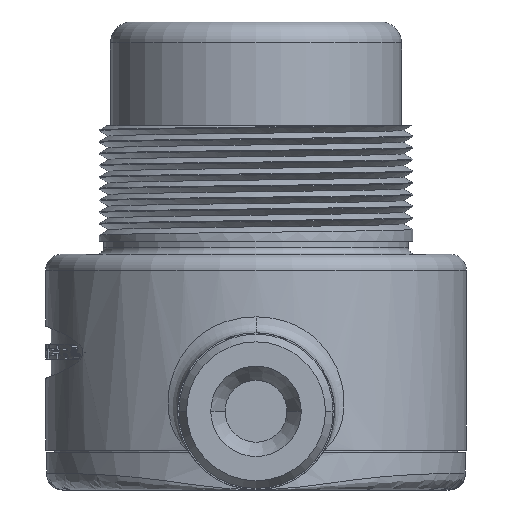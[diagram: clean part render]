
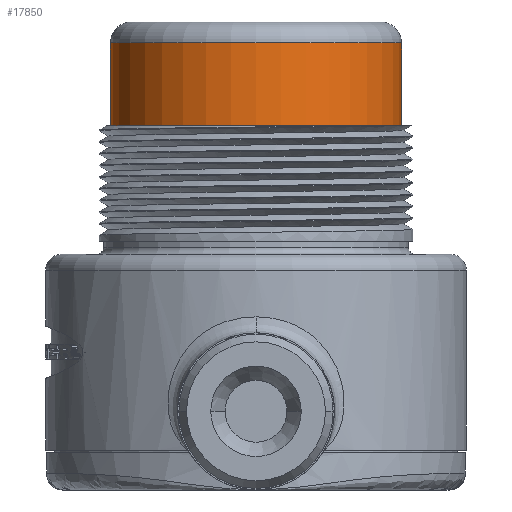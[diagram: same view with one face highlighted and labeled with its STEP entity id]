
A CAD part, front view. The second image highlights one B-rep face of the part: STEP entity #17850.
In plain terms, the highlighted cylindrical face has radius 13.9 mm (diameter 27.8 mm), a partial arc.
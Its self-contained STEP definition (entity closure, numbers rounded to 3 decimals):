
#7866=CARTESIAN_POINT('',(0.,0.,23.724));
#7867=DIRECTION('',(0.,0.,1.));
#7868=DIRECTION('',(-1.,0.,0.));
#7869=AXIS2_PLACEMENT_3D('',#7866,#7867,#7868);
#7876=CARTESIAN_POINT('',(0.,0.,31.624));
#7877=DIRECTION('',(0.,0.,1.));
#7878=DIRECTION('',(-1.,0.,0.));
#7879=AXIS2_PLACEMENT_3D('',#7876,#7877,#7878);
#7881=DIRECTION('',(0.,0.,1.));
#7882=VECTOR('',#7881,7.9);
#7883=CARTESIAN_POINT('',(13.9,0.,23.724));
#7884=LINE('',#7883,#7882);
#7890=DIRECTION('',(0.,0.,1.));
#7891=VECTOR('',#7890,7.9);
#7892=CARTESIAN_POINT('',(-13.9,0.,23.724));
#7893=LINE('',#7892,#7891);
#8752=CARTESIAN_POINT('',(-13.9,0.,31.624));
#8753=CARTESIAN_POINT('',(13.9,0.,31.624));
#8754=VERTEX_POINT('',#8752);
#8755=VERTEX_POINT('',#8753);
#8756=CARTESIAN_POINT('',(-13.9,0.,23.724));
#8757=CARTESIAN_POINT('',(13.9,0.,23.724));
#8758=VERTEX_POINT('',#8756);
#8759=VERTEX_POINT('',#8757);
#17836=CARTESIAN_POINT('',(0.,0.,9.894));
#17837=DIRECTION('',(0.,0.,1.));
#17838=DIRECTION('',(-1.,0.,0.));
#17839=AXIS2_PLACEMENT_3D('',#17836,#17837,#17838);
#17840=CYLINDRICAL_SURFACE('',#17839,13.9);
#17841=ORIENTED_EDGE('',*,*,#17829,.F.);
#17843=ORIENTED_EDGE('',*,*,#17842,.T.);
#17845=ORIENTED_EDGE('',*,*,#17844,.T.);
#17847=ORIENTED_EDGE('',*,*,#17846,.F.);
#17848=EDGE_LOOP('',(#17841,#17843,#17845,#17847));
#17849=FACE_OUTER_BOUND('',#17848,.F.);
#17850=ADVANCED_FACE('',(#17849),#17840,.T.);
#7870=CIRCLE('',#7869,13.9);
#7880=CIRCLE('',#7879,13.9);
#17829=EDGE_CURVE('',#8758,#8759,#7870,.T.);
#17842=EDGE_CURVE('',#8758,#8754,#7893,.T.);
#17844=EDGE_CURVE('',#8754,#8755,#7880,.T.);
#17846=EDGE_CURVE('',#8759,#8755,#7884,.T.);
